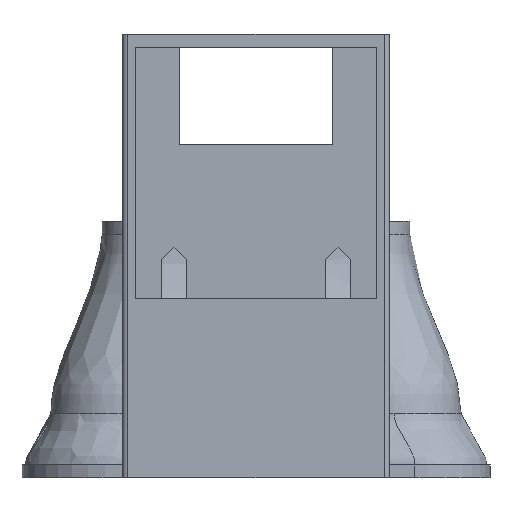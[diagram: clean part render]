
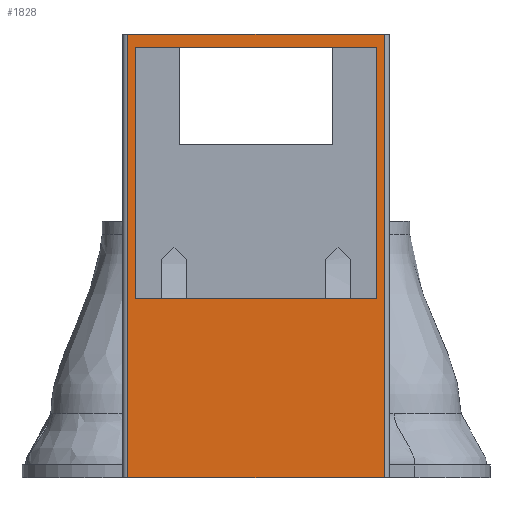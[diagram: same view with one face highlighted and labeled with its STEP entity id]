
A CAD part, front view. The second image highlights one B-rep face of the part: STEP entity #1828.
In plain terms, the highlighted planar face has unit normal (0, -1, 0).
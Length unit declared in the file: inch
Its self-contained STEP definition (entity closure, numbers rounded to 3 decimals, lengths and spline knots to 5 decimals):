
#56=FACE_BOUND('',#284,.T.);
#176=FACE_OUTER_BOUND('',#283,.T.);
#283=EDGE_LOOP('',(#1440,#1441,#1442,#1443));
#284=EDGE_LOOP('',(#1444,#1445,#1446,#1447));
#420=LINE('',#2907,#579);
#438=LINE('',#2968,#597);
#439=LINE('',#2971,#598);
#440=LINE('',#2972,#599);
#441=LINE('',#2975,#600);
#442=LINE('',#2977,#601);
#443=LINE('',#2979,#602);
#444=LINE('',#2980,#603);
#579=VECTOR('',#2247,0.3937);
#597=VECTOR('',#2297,0.3937);
#598=VECTOR('',#2300,0.3937);
#599=VECTOR('',#2301,0.3937);
#600=VECTOR('',#2302,0.3937);
#601=VECTOR('',#2303,0.3937);
#602=VECTOR('',#2304,0.3937);
#603=VECTOR('',#2305,0.3937);
#825=VERTEX_POINT('',#2904);
#826=VERTEX_POINT('',#2906);
#839=VERTEX_POINT('',#2966);
#840=VERTEX_POINT('',#2970);
#841=VERTEX_POINT('',#2973);
#842=VERTEX_POINT('',#2974);
#843=VERTEX_POINT('',#2976);
#844=VERTEX_POINT('',#2978);
#1037=EDGE_CURVE('',#825,#826,#420,.T.);
#1062=EDGE_CURVE('',#839,#825,#438,.T.);
#1063=EDGE_CURVE('',#840,#839,#439,.T.);
#1064=EDGE_CURVE('',#826,#840,#440,.T.);
#1065=EDGE_CURVE('',#841,#842,#441,.T.);
#1066=EDGE_CURVE('',#843,#841,#442,.T.);
#1067=EDGE_CURVE('',#844,#843,#443,.T.);
#1068=EDGE_CURVE('',#844,#842,#444,.T.);
#1440=ORIENTED_EDGE('',*,*,#1062,.F.);
#1441=ORIENTED_EDGE('',*,*,#1063,.F.);
#1442=ORIENTED_EDGE('',*,*,#1064,.F.);
#1443=ORIENTED_EDGE('',*,*,#1037,.F.);
#1444=ORIENTED_EDGE('',*,*,#1065,.F.);
#1445=ORIENTED_EDGE('',*,*,#1066,.F.);
#1446=ORIENTED_EDGE('',*,*,#1067,.F.);
#1447=ORIENTED_EDGE('',*,*,#1068,.T.);
#1753=PLANE('',#1979);
#1828=ADVANCED_FACE('',(#176,#56),#1753,.T.);
#1979=AXIS2_PLACEMENT_3D('',#2969,#2298,#2299);
#2247=DIRECTION('',(1.,0.,0.));
#2297=DIRECTION('',(0.,0.,1.));
#2298=DIRECTION('center_axis',(0.,-1.,0.));
#2299=DIRECTION('ref_axis',(0.,0.,-1.));
#2300=DIRECTION('',(-1.,0.,0.));
#2301=DIRECTION('',(0.,0.,-1.));
#2302=DIRECTION('',(0.,0.,-1.));
#2303=DIRECTION('',(-1.,0.,0.));
#2304=DIRECTION('',(0.,0.,1.));
#2305=DIRECTION('',(-1.,0.,0.));
#2904=CARTESIAN_POINT('',(-2.5,-0.19,5.15));
#2906=CARTESIAN_POINT('',(2.5,-0.19,5.15));
#2907=CARTESIAN_POINT('',(1.3,-0.19,5.15));
#2966=CARTESIAN_POINT('',(-2.5,-0.19,-3.5));
#2968=CARTESIAN_POINT('',(-2.5,-0.19,0.));
#2969=CARTESIAN_POINT('Origin',(2.6,-0.19,0.));
#2970=CARTESIAN_POINT('',(2.5,-0.19,-3.5));
#2971=CARTESIAN_POINT('',(1.3,-0.19,-3.5));
#2972=CARTESIAN_POINT('',(2.5,-0.19,0.));
#2973=CARTESIAN_POINT('',(-2.35,-0.19,4.9));
#2974=CARTESIAN_POINT('',(-2.35,-0.19,0.));
#2975=CARTESIAN_POINT('',(-2.35,-0.19,1.1));
#2976=CARTESIAN_POINT('',(2.35,-0.19,4.9));
#2977=CARTESIAN_POINT('',(-1.175,-0.19,4.9));
#2978=CARTESIAN_POINT('',(2.35,-0.19,0.));
#2979=CARTESIAN_POINT('',(2.35,-0.19,3.675));
#2980=CARTESIAN_POINT('',(-2.35,-0.19,0.));
